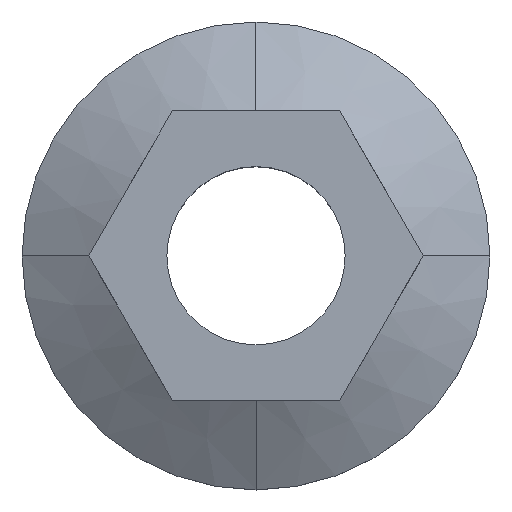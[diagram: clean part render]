
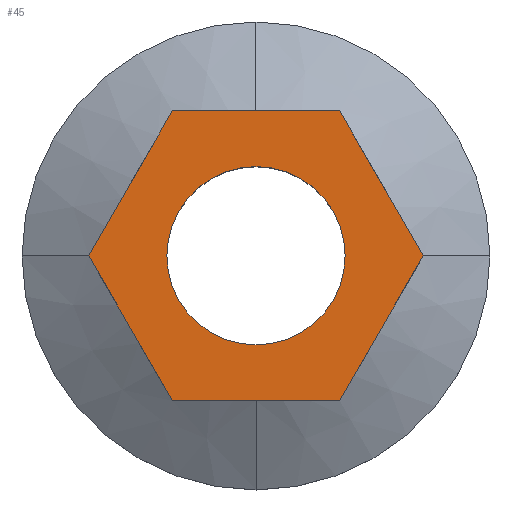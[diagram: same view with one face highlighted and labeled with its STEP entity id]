
A CAD part, top view. The second image highlights one B-rep face of the part: STEP entity #45.
In plain terms, the highlighted planar face has unit normal (0, 0, 1).
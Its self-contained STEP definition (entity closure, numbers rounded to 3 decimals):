
#45=ADVANCED_FACE('',(#97,#98),#99,.F.);
#97=FACE_OUTER_BOUND('',#155,.T.);
#98=FACE_BOUND('',#156,.T.);
#99=PLANE('',#157);
#155=EDGE_LOOP('',(#219,#220,#221,#222,#223,#224));
#156=EDGE_LOOP('',(#225,#226));
#157=AXIS2_PLACEMENT_3D('',#227,#228,#229);
#219=ORIENTED_EDGE('',*,*,#354,.F.);
#220=ORIENTED_EDGE('',*,*,#355,.F.);
#221=ORIENTED_EDGE('',*,*,#356,.F.);
#222=ORIENTED_EDGE('',*,*,#357,.F.);
#223=ORIENTED_EDGE('',*,*,#358,.F.);
#224=ORIENTED_EDGE('',*,*,#359,.F.);
#225=ORIENTED_EDGE('',*,*,#360,.F.);
#226=ORIENTED_EDGE('',*,*,#361,.T.);
#227=CARTESIAN_POINT('',(8.256,-7.15,8.0));
#228=DIRECTION('',(0.,0.,-1.0));
#229=DIRECTION('',(0.,1.0,0.));
#354=EDGE_CURVE('',#419,#420,#421,.T.);
#355=EDGE_CURVE('',#422,#419,#423,.T.);
#356=EDGE_CURVE('',#424,#422,#425,.T.);
#357=EDGE_CURVE('',#426,#424,#427,.T.);
#358=EDGE_CURVE('',#428,#426,#429,.T.);
#359=EDGE_CURVE('',#420,#428,#430,.T.);
#360=EDGE_CURVE('',#431,#432,#433,.T.);
#361=EDGE_CURVE('',#431,#432,#434,.T.);
#419=VERTEX_POINT('',#546);
#420=VERTEX_POINT('',#547);
#421=LINE('',#548,#549);
#422=VERTEX_POINT('',#550);
#423=LINE('',#551,#552);
#424=VERTEX_POINT('',#553);
#425=LINE('',#554,#555);
#426=VERTEX_POINT('',#556);
#427=LINE('',#557,#558);
#428=VERTEX_POINT('',#559);
#429=LINE('',#560,#561);
#430=LINE('',#562,#563);
#431=VERTEX_POINT('',#564);
#432=VERTEX_POINT('',#565);
#433=CIRCLE('',#566,4.0);
#434=CIRCLE('',#567,4.0);
#546=CARTESIAN_POINT('',(-7.506,0.,8.0));
#547=CARTESIAN_POINT('',(-3.753,6.5,8.0));
#548=CARTESIAN_POINT('',(-7.506,0.,8.0));
#549=VECTOR('',#672,7.506);
#550=CARTESIAN_POINT('',(-3.753,-6.5,8.0));
#551=CARTESIAN_POINT('',(-3.753,-6.5,8.0));
#552=VECTOR('',#673,7.506);
#553=CARTESIAN_POINT('',(3.753,-6.5,8.0));
#554=CARTESIAN_POINT('',(3.753,-6.5,8.0));
#555=VECTOR('',#674,7.506);
#556=CARTESIAN_POINT('',(7.506,0.,8.0));
#557=CARTESIAN_POINT('',(7.506,0.,8.0));
#558=VECTOR('',#675,7.506);
#559=CARTESIAN_POINT('',(3.753,6.5,8.0));
#560=CARTESIAN_POINT('',(3.753,6.5,8.0));
#561=VECTOR('',#676,7.506);
#562=CARTESIAN_POINT('',(-3.753,6.5,8.0));
#563=VECTOR('',#677,7.506);
#564=CARTESIAN_POINT('',(4.0,0.,8.0));
#565=CARTESIAN_POINT('',(-4.0,0.,8.0));
#566=AXIS2_PLACEMENT_3D('',#678,#679,#680);
#567=AXIS2_PLACEMENT_3D('',#681,#682,#683);
#672=DIRECTION('',(0.5,0.866,0.));
#673=DIRECTION('',(-0.5,0.866,0.));
#674=DIRECTION('',(-1.0,0.,0.0));
#675=DIRECTION('',(-0.5,-0.866,0.));
#676=DIRECTION('',(0.5,-0.866,0.));
#677=DIRECTION('',(1.0,0.,0.0));
#678=CARTESIAN_POINT('',(0.,0.,8.0));
#679=DIRECTION('',(0.,0.,1.0));
#680=DIRECTION('',(1.0,0.,0.0));
#681=CARTESIAN_POINT('',(0.,0.,8.0));
#682=DIRECTION('',(0.,0.,-1.0));
#683=DIRECTION('',(1.0,0.,0.0));
